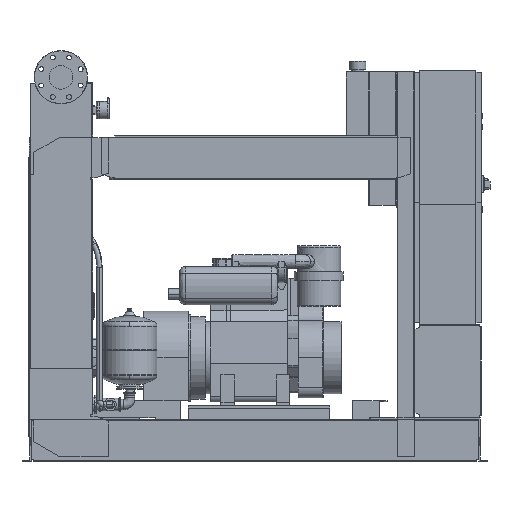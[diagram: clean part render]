
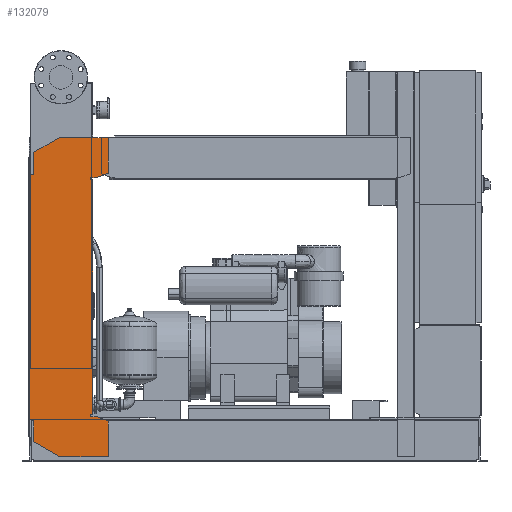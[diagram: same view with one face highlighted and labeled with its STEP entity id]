
A CAD part, front view. The second image highlights one B-rep face of the part: STEP entity #132079.
In plain terms, the highlighted free-form (B-spline) face has degree [1, 1] with [2, 2] control points.
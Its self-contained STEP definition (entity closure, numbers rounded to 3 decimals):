
#131564=CARTESIAN_POINT('',(-102.0,-463.5,1076.0));
#131565=VERTEX_POINT('',#131564);
#131572=CARTESIAN_POINT('',(-102.0,-463.5,1158.574));
#131573=VERTEX_POINT('',#131572);
#131574=CARTESIAN_POINT('',(-102.0,-463.5,1076.0));
#131575=DIRECTION('',(0.0,0.0,1.0));
#131576=VECTOR('',#131575,82.574);
#131577=LINE('',#131574,#131576);
#131578=EDGE_CURVE('',#131565,#131573,#131577,.T.);
#131596=CARTESIAN_POINT('',(-6.,-463.5,1214.0));
#131597=VERTEX_POINT('',#131596);
#131598=CARTESIAN_POINT('',(-102.0,-463.5,1158.574));
#131599=DIRECTION('',(0.866,0.0,0.5));
#131600=VECTOR('',#131599,110.851);
#131601=LINE('',#131598,#131600);
#131602=EDGE_CURVE('',#131573,#131597,#131601,.T.);
#131620=CARTESIAN_POINT('',(177.0,-463.5,1214.0));
#131621=VERTEX_POINT('',#131620);
#131622=CARTESIAN_POINT('',(-6.,-463.5,1214.0));
#131623=DIRECTION('',(1.0,0.0,0.0));
#131624=VECTOR('',#131623,183.0);
#131625=LINE('',#131622,#131624);
#131626=EDGE_CURVE('',#131597,#131621,#131625,.T.);
#131644=CARTESIAN_POINT('',(177.0,-463.5,1080.379));
#131645=VERTEX_POINT('',#131644);
#131646=CARTESIAN_POINT('',(177.0,-463.5,1214.0));
#131647=DIRECTION('',(0.0,0.0,-1.0));
#131648=VECTOR('',#131647,133.621);
#131649=LINE('',#131646,#131648);
#131650=EDGE_CURVE('',#131621,#131645,#131649,.T.);
#131668=CARTESIAN_POINT('',(132.,-463.5,1064.0));
#131669=VERTEX_POINT('',#131668);
#131670=CARTESIAN_POINT('',(177.0,-463.5,1080.379));
#131671=DIRECTION('',(-0.94,0.0,-0.342));
#131672=VECTOR('',#131671,47.888);
#131673=LINE('',#131670,#131672);
#131674=EDGE_CURVE('',#131645,#131669,#131673,.T.);
#131692=CARTESIAN_POINT('',(112.0,-463.5,1064.0));
#131693=VERTEX_POINT('',#131692);
#131694=CARTESIAN_POINT('',(132.,-463.5,1064.0));
#131695=DIRECTION('',(-1.0,0.0,0.0));
#131696=VECTOR('',#131695,20.);
#131697=LINE('',#131694,#131696);
#131698=EDGE_CURVE('',#131669,#131693,#131697,.T.);
#131716=CARTESIAN_POINT('',(112.0,-463.5,1056.0));
#131717=VERTEX_POINT('',#131716);
#131718=CARTESIAN_POINT('',(112.0,-463.5,1064.0));
#131719=DIRECTION('',(0.0,0.0,-1.0));
#131720=VECTOR('',#131719,8.0);
#131721=LINE('',#131718,#131720);
#131722=EDGE_CURVE('',#131693,#131717,#131721,.T.);
#131740=CARTESIAN_POINT('',(120.,-463.5,1056.0));
#131741=VERTEX_POINT('',#131740);
#131742=CARTESIAN_POINT('',(112.0,-463.5,1056.0));
#131743=DIRECTION('',(1.0,0.0,0.0));
#131744=VECTOR('',#131743,8.);
#131745=LINE('',#131742,#131744);
#131746=EDGE_CURVE('',#131717,#131741,#131745,.T.);
#131764=CARTESIAN_POINT('',(120.,-463.5,176.));
#131765=VERTEX_POINT('',#131764);
#131776=CARTESIAN_POINT('',(120.,-463.5,1056.0));
#131777=DIRECTION('',(0.0,0.0,-1.0));
#131778=VECTOR('',#131777,880.);
#131779=LINE('',#131776,#131778);
#131780=EDGE_CURVE('',#131741,#131765,#131779,.T.);
#131794=CARTESIAN_POINT('',(112.,-463.5,176.));
#131795=VERTEX_POINT('',#131794);
#131796=CARTESIAN_POINT('',(120.,-463.5,176.));
#131797=DIRECTION('',(-1.0,0.0,0.0));
#131798=VECTOR('',#131797,8.);
#131799=LINE('',#131796,#131798);
#131800=EDGE_CURVE('',#131765,#131795,#131799,.T.);
#131818=CARTESIAN_POINT('',(112.,-463.5,168.));
#131819=VERTEX_POINT('',#131818);
#131820=CARTESIAN_POINT('',(112.,-463.5,176.));
#131821=DIRECTION('',(0.0,0.0,-1.0));
#131822=VECTOR('',#131821,8.0);
#131823=LINE('',#131820,#131822);
#131824=EDGE_CURVE('',#131795,#131819,#131823,.T.);
#131842=CARTESIAN_POINT('',(132.,-463.5,168.));
#131843=VERTEX_POINT('',#131842);
#131844=CARTESIAN_POINT('',(112.,-463.5,168.));
#131845=DIRECTION('',(1.0,0.0,0.0));
#131846=VECTOR('',#131845,20.0);
#131847=LINE('',#131844,#131846);
#131848=EDGE_CURVE('',#131819,#131843,#131847,.T.);
#131866=CARTESIAN_POINT('',(177.,-463.5,151.621));
#131867=VERTEX_POINT('',#131866);
#131868=CARTESIAN_POINT('',(132.,-463.5,168.));
#131869=DIRECTION('',(0.94,0.0,-0.342));
#131870=VECTOR('',#131869,47.888);
#131871=LINE('',#131868,#131870);
#131872=EDGE_CURVE('',#131843,#131867,#131871,.T.);
#131890=CARTESIAN_POINT('',(177.,-463.5,18.0));
#131891=VERTEX_POINT('',#131890);
#131892=CARTESIAN_POINT('',(177.,-463.5,151.621));
#131893=DIRECTION('',(0.0,0.0,-1.0));
#131894=VECTOR('',#131893,133.621);
#131895=LINE('',#131892,#131894);
#131896=EDGE_CURVE('',#131867,#131891,#131895,.T.);
#131914=CARTESIAN_POINT('',(-4.,-463.5,18.0));
#131915=VERTEX_POINT('',#131914);
#131916=CARTESIAN_POINT('',(177.,-463.5,18.0));
#131917=DIRECTION('',(-1.0,0.0,0.0));
#131918=VECTOR('',#131917,181.);
#131919=LINE('',#131916,#131918);
#131920=EDGE_CURVE('',#131891,#131915,#131919,.T.);
#131938=CARTESIAN_POINT('',(-102.,-463.5,74.58));
#131939=VERTEX_POINT('',#131938);
#131940=CARTESIAN_POINT('',(-4.,-463.5,18.0));
#131941=DIRECTION('',(-0.866,0.,0.5));
#131942=VECTOR('',#131941,113.161);
#131943=LINE('',#131940,#131942);
#131944=EDGE_CURVE('',#131915,#131939,#131943,.T.);
#131962=CARTESIAN_POINT('',(-102.,-463.5,156.0));
#131963=VERTEX_POINT('',#131962);
#131964=CARTESIAN_POINT('',(-102.,-463.5,74.58));
#131965=DIRECTION('',(0.0,0.0,1.0));
#131966=VECTOR('',#131965,81.42);
#131967=LINE('',#131964,#131966);
#131968=EDGE_CURVE('',#131939,#131963,#131967,.T.);
#131986=CARTESIAN_POINT('',(-122.,-463.5,156.0));
#131987=VERTEX_POINT('',#131986);
#131988=CARTESIAN_POINT('',(-102.,-463.5,156.0));
#131989=DIRECTION('',(-1.0,0.0,0.0));
#131990=VECTOR('',#131989,20.0);
#131991=LINE('',#131988,#131990);
#131992=EDGE_CURVE('',#131963,#131987,#131991,.T.);
#132010=CARTESIAN_POINT('',(-122.0,-463.5,1076.0));
#132011=VERTEX_POINT('',#132010);
#132024=CARTESIAN_POINT('',(-122.,-463.5,156.0));
#132025=DIRECTION('',(0.0,0.0,1.0));
#132026=VECTOR('',#132025,920.0);
#132027=LINE('',#132024,#132026);
#132028=EDGE_CURVE('',#131987,#132011,#132027,.T.);
#132042=CARTESIAN_POINT('',(-122.0,-463.5,1076.0));
#132043=DIRECTION('',(1.0,0.0,0.0));
#132044=VECTOR('',#132043,20.0);
#132045=LINE('',#132042,#132044);
#132046=EDGE_CURVE('',#132011,#131565,#132045,.T.);
#132052=CARTESIAN_POINT('',(-122.,-463.5,18.0));
#132053=CARTESIAN_POINT('',(177.0,-463.5,18.0));
#132054=CARTESIAN_POINT('',(-122.,-463.5,1214.0));
#132055=CARTESIAN_POINT('',(177.0,-463.5,1214.0));
#132056=B_SPLINE_SURFACE_WITH_KNOTS('',1,1,((#132052,#132054),(#132053,#132055)),.UNSPECIFIED.,.F.,.F.,.U.,(2,2),(2,2),(0.0,299.),(0.0,1196.0),.UNSPECIFIED.);
#132057=ORIENTED_EDGE('',*,*,#132046,.F.);
#132058=ORIENTED_EDGE('',*,*,#132028,.F.);
#132059=ORIENTED_EDGE('',*,*,#131992,.F.);
#132060=ORIENTED_EDGE('',*,*,#131968,.F.);
#132061=ORIENTED_EDGE('',*,*,#131944,.F.);
#132062=ORIENTED_EDGE('',*,*,#131920,.F.);
#132063=ORIENTED_EDGE('',*,*,#131896,.F.);
#132064=ORIENTED_EDGE('',*,*,#131872,.F.);
#132065=ORIENTED_EDGE('',*,*,#131848,.F.);
#132066=ORIENTED_EDGE('',*,*,#131824,.F.);
#132067=ORIENTED_EDGE('',*,*,#131800,.F.);
#132068=ORIENTED_EDGE('',*,*,#131780,.F.);
#132069=ORIENTED_EDGE('',*,*,#131746,.F.);
#132070=ORIENTED_EDGE('',*,*,#131722,.F.);
#132071=ORIENTED_EDGE('',*,*,#131698,.F.);
#132072=ORIENTED_EDGE('',*,*,#131674,.F.);
#132073=ORIENTED_EDGE('',*,*,#131650,.F.);
#132074=ORIENTED_EDGE('',*,*,#131626,.F.);
#132075=ORIENTED_EDGE('',*,*,#131602,.F.);
#132076=ORIENTED_EDGE('',*,*,#131578,.F.);
#132077=EDGE_LOOP('',(#132057,#132058,#132059,#132060,#132061,#132062,#132063,#132064,#132065,#132066,#132067,#132068,#132069,#132070,#132071,#132072,#132073,#132074,#132075,#132076));
#132078=FACE_OUTER_BOUND('',#132077,.T.);
#132079=ADVANCED_FACE('',(#132078),#132056,.T.);
